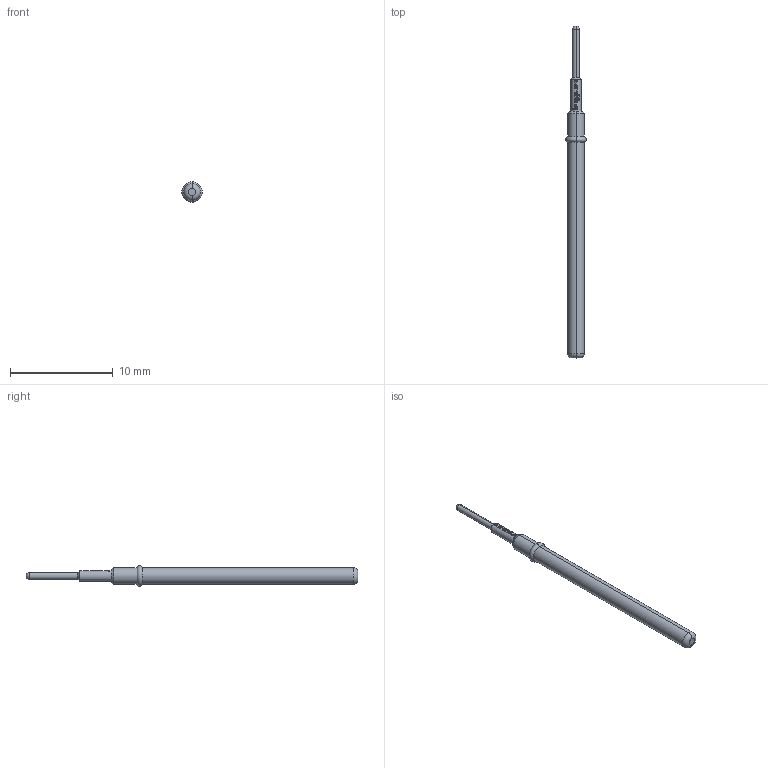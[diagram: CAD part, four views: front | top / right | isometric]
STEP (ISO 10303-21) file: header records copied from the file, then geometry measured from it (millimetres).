
FILE_DESCRIPTION (( 'STEP AP203' ), '1' );
FILE_NAME ('INGUN_GKS-112_305_064_A_xx03.STEP', '2022-01-12T10:22:41', ( 'ochi' ), ( '' ), 'SwSTEP 2.0', 'SolidWorks 2018', '' );
FILE_SCHEMA (( 'CONFIG_CONTROL_DESIGN' ));
Length unit declared in the file: millimetre
Products named in the file (1): INGUN_GKS-112_305_064_A_xx03
Bounding box: 2 x 32.3 x 2 mm (x, y, z)
Volume: 55.5 mm3; surface area: 148.1 mm2
Topology: 1 solids, 1 shells, 102 faces, 280 edges, 182 vertices
Faces by surface type: plane 43, cylinder 27, bspline 22, torus 6, cone 4
Entity records: 3595 total; most frequent: CARTESIAN_POINT 1065, ORIENTED_EDGE 560, DIRECTION 460, EDGE_CURVE 280, AXIS2_PLACEMENT_3D 185, VERTEX_POINT 182, CIRCLE 104, EDGE_LOOP 104
